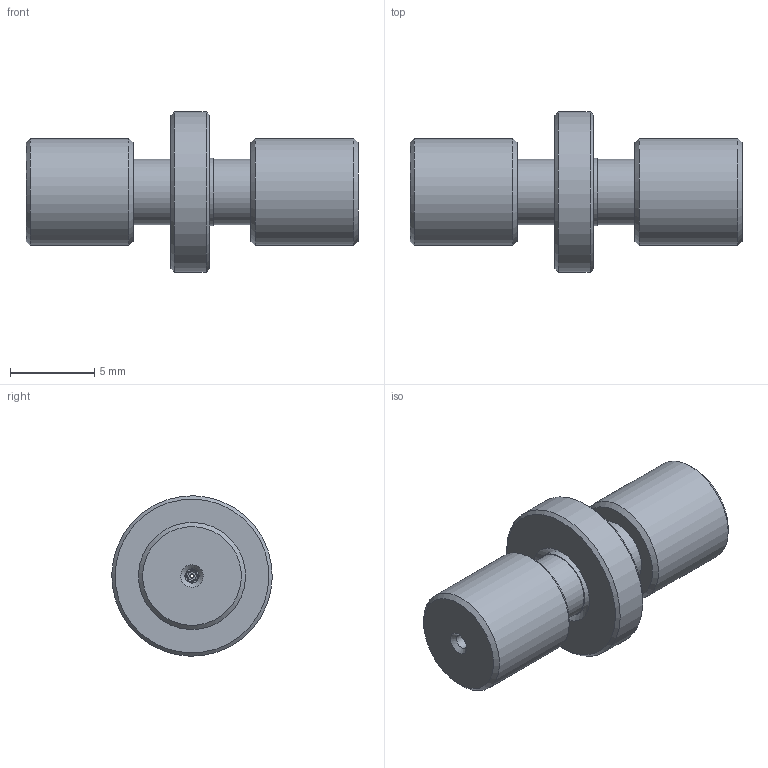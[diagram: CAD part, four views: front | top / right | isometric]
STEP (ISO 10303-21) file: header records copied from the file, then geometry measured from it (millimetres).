
FILE_DESCRIPTION((''),'2;1');
FILE_NAME('305160-EU.5 External union.stp','2013-08-23T15:49:45',('Franzp'),(''),'Autodesk Inventor 2013','Autodesk Inventor 2013','');
FILE_SCHEMA(('AUTOMOTIVE_DESIGN { 1 0 10303 214 1 1 1 1 }'));
Length unit declared in the file: millimetre
Products named in the file (1): 305160_Shrinkwrap_1
Bounding box: 19.69 x 9.52 x 9.52 mm (x, y, z)
Surface area: 699.2 mm2 (no closed solid volume)
Topology: 0 solids, 8 shells, 32 faces, 60 edges, 40 vertices
Faces by surface type: plane 12, cone 12, cylinder 8
Full cylindrical faces by diameter (mm): 0.84 x2, 3.9 x2, 4 x1, 6.35 x2, 9.525 x1
Entity records: 839 total; most frequent: DIRECTION 146, CARTESIAN_POINT 113, AXIS2_PLACEMENT_3D 73, ORIENTED_EDGE 64, EDGE_LOOP 64, VERTEX_POINT 40, CIRCLE 40, EDGE_CURVE 40
